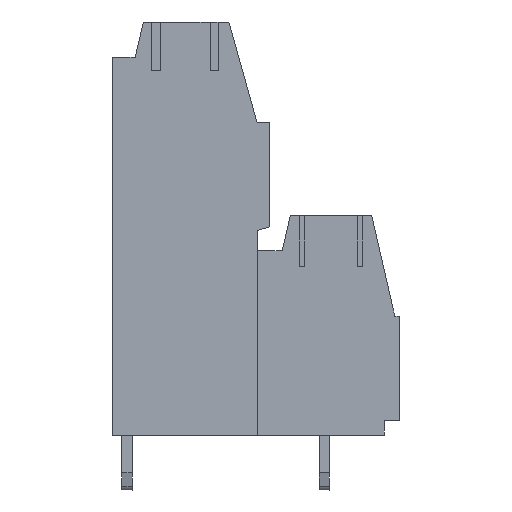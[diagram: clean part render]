
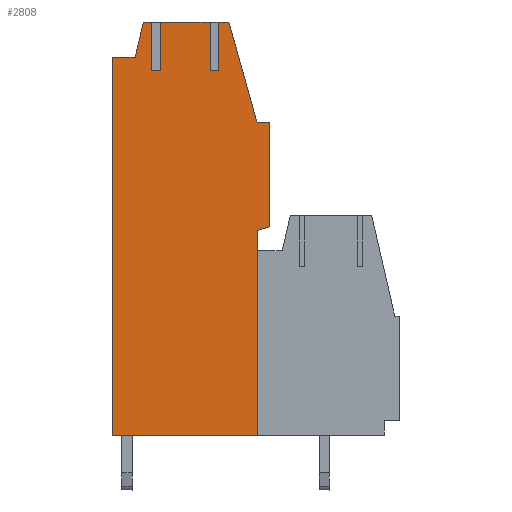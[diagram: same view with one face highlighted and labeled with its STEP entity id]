
A CAD part, left-side view. The second image highlights one B-rep face of the part: STEP entity #2808.
In plain terms, the highlighted planar face has unit normal (-1, 0, 0).
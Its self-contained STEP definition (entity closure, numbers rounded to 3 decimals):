
#2748=AXIS2_PLACEMENT_3D('Plane Axis2P3D',#2745,#2746,#2747) ;
#749=CARTESIAN_POINT('Vertex',(0.,8.3,3.2)) ;
#752=CARTESIAN_POINT('Line Origine',(0.,12.525,3.2)) ;
#756=CARTESIAN_POINT('Vertex',(0.,16.75,3.2)) ;
#1370=CARTESIAN_POINT('Line Origine',(0.,16.75,14.225)) ;
#1374=CARTESIAN_POINT('Vertex',(0.,16.75,25.25)) ;
#1494=CARTESIAN_POINT('Vertex',(0.,8.3,15.15)) ;
#1497=CARTESIAN_POINT('Line Origine',(0.,8.3,9.175)) ;
#1658=CARTESIAN_POINT('Vertex',(0.,14.95,27.3)) ;
#1661=CARTESIAN_POINT('Line Origine',(0.,14.7,27.3)) ;
#1665=CARTESIAN_POINT('Vertex',(0.,14.45,27.3)) ;
#1714=CARTESIAN_POINT('Vertex',(0.,13.95,27.3)) ;
#1717=CARTESIAN_POINT('Line Origine',(0.,12.5,27.3)) ;
#1721=CARTESIAN_POINT('Vertex',(0.,11.05,27.3)) ;
#1770=CARTESIAN_POINT('Vertex',(0.,10.55,27.3)) ;
#1773=CARTESIAN_POINT('Line Origine',(0.,10.25,27.3)) ;
#1777=CARTESIAN_POINT('Vertex',(0.,9.95,27.3)) ;
#1981=CARTESIAN_POINT('Line Origine',(0.,9.131,24.375)) ;
#1985=CARTESIAN_POINT('Vertex',(0.,8.311,21.45)) ;
#2005=CARTESIAN_POINT('Line Origine',(0.,7.956,21.45)) ;
#2009=CARTESIAN_POINT('Vertex',(0.,7.6,21.45)) ;
#2029=CARTESIAN_POINT('Line Origine',(0.,7.6,18.4)) ;
#2033=CARTESIAN_POINT('Vertex',(0.,7.6,15.35)) ;
#2189=CARTESIAN_POINT('Line Origine',(0.,7.95,15.25)) ;
#2206=CARTESIAN_POINT('Line Origine',(0.,16.088,25.25)) ;
#2210=CARTESIAN_POINT('Vertex',(0.,15.425,25.25)) ;
#2230=CARTESIAN_POINT('Line Origine',(0.,15.188,26.275)) ;
#2745=CARTESIAN_POINT('Axis2P3D Location',(0.,7.6,0.)) ;
#2750=CARTESIAN_POINT('Line Origine',(0.,13.95,25.875)) ;
#2754=CARTESIAN_POINT('Vertex',(0.,13.95,24.45)) ;
#2757=CARTESIAN_POINT('Line Origine',(0.,14.2,24.45)) ;
#2761=CARTESIAN_POINT('Vertex',(0.,14.45,24.45)) ;
#2764=CARTESIAN_POINT('Line Origine',(0.,14.45,25.875)) ;
#2769=CARTESIAN_POINT('Line Origine',(0.,10.55,25.875)) ;
#2773=CARTESIAN_POINT('Vertex',(0.,10.55,24.45)) ;
#2776=CARTESIAN_POINT('Line Origine',(0.,10.8,24.45)) ;
#2780=CARTESIAN_POINT('Vertex',(0.,11.05,24.45)) ;
#2783=CARTESIAN_POINT('Line Origine',(0.,11.05,25.875)) ;
#753=DIRECTION('Vector Direction',(0.,1.,0.)) ;
#1371=DIRECTION('Vector Direction',(0.,0.,1.)) ;
#1498=DIRECTION('Vector Direction',(0.,0.,-1.)) ;
#1662=DIRECTION('Vector Direction',(0.,-1.,0.)) ;
#1718=DIRECTION('Vector Direction',(0.,-1.,0.)) ;
#1774=DIRECTION('Vector Direction',(0.,-1.,0.)) ;
#1982=DIRECTION('Vector Direction',(0.,-0.27,-0.963)) ;
#2006=DIRECTION('Vector Direction',(0.,-1.,0.)) ;
#2030=DIRECTION('Vector Direction',(0.,0.,-1.)) ;
#2190=DIRECTION('Vector Direction',(0.,0.962,-0.275)) ;
#2207=DIRECTION('Vector Direction',(0.,-1.,0.)) ;
#2231=DIRECTION('Vector Direction',(0.,-0.226,0.974)) ;
#2746=DIRECTION('Axis2P3D Direction',(-1.,0.,0.)) ;
#2747=DIRECTION('Axis2P3D XDirection',(0.,0.,1.)) ;
#2751=DIRECTION('Vector Direction',(0.,0.,1.)) ;
#2758=DIRECTION('Vector Direction',(0.,-1.,0.)) ;
#2765=DIRECTION('Vector Direction',(0.,0.,1.)) ;
#2770=DIRECTION('Vector Direction',(0.,0.,1.)) ;
#2777=DIRECTION('Vector Direction',(0.,-1.,0.)) ;
#2784=DIRECTION('Vector Direction',(0.,0.,1.)) ;
#754=VECTOR('Line Direction',#753,1.) ;
#1372=VECTOR('Line Direction',#1371,1.) ;
#1499=VECTOR('Line Direction',#1498,1.) ;
#1663=VECTOR('Line Direction',#1662,1.) ;
#1719=VECTOR('Line Direction',#1718,1.) ;
#1775=VECTOR('Line Direction',#1774,1.) ;
#1983=VECTOR('Line Direction',#1982,1.) ;
#2007=VECTOR('Line Direction',#2006,1.) ;
#2031=VECTOR('Line Direction',#2030,1.) ;
#2191=VECTOR('Line Direction',#2190,1.) ;
#2208=VECTOR('Line Direction',#2207,1.) ;
#2232=VECTOR('Line Direction',#2231,1.) ;
#2752=VECTOR('Line Direction',#2751,1.) ;
#2759=VECTOR('Line Direction',#2758,1.) ;
#2766=VECTOR('Line Direction',#2765,1.) ;
#2771=VECTOR('Line Direction',#2770,1.) ;
#2778=VECTOR('Line Direction',#2777,1.) ;
#2785=VECTOR('Line Direction',#2784,1.) ;
#2789=ORIENTED_EDGE('',*,*,#1723,.T.) ;
#2790=ORIENTED_EDGE('',*,*,#2756,.F.) ;
#2791=ORIENTED_EDGE('',*,*,#2763,.F.) ;
#2792=ORIENTED_EDGE('',*,*,#2768,.T.) ;
#2793=ORIENTED_EDGE('',*,*,#1667,.T.) ;
#2794=ORIENTED_EDGE('',*,*,#2234,.T.) ;
#2795=ORIENTED_EDGE('',*,*,#2212,.T.) ;
#2796=ORIENTED_EDGE('',*,*,#1376,.T.) ;
#2797=ORIENTED_EDGE('',*,*,#758,.T.) ;
#2798=ORIENTED_EDGE('',*,*,#1501,.T.) ;
#2799=ORIENTED_EDGE('',*,*,#2193,.T.) ;
#2800=ORIENTED_EDGE('',*,*,#2035,.T.) ;
#2801=ORIENTED_EDGE('',*,*,#2011,.T.) ;
#2802=ORIENTED_EDGE('',*,*,#1987,.T.) ;
#2803=ORIENTED_EDGE('',*,*,#1779,.T.) ;
#2804=ORIENTED_EDGE('',*,*,#2775,.F.) ;
#2805=ORIENTED_EDGE('',*,*,#2782,.F.) ;
#2806=ORIENTED_EDGE('',*,*,#2787,.T.) ;
#2808=ADVANCED_FACE('Hauptk\X2\00F6\X0\rper',(#2807),#2749,.T.) ;
#758=EDGE_CURVE('',#757,#750,#755,.F.) ;
#1376=EDGE_CURVE('',#1375,#757,#1373,.F.) ;
#1501=EDGE_CURVE('',#750,#1495,#1500,.F.) ;
#1667=EDGE_CURVE('',#1666,#1659,#1664,.F.) ;
#1723=EDGE_CURVE('',#1722,#1715,#1720,.F.) ;
#1779=EDGE_CURVE('',#1778,#1771,#1776,.F.) ;
#1987=EDGE_CURVE('',#1986,#1778,#1984,.F.) ;
#2011=EDGE_CURVE('',#2010,#1986,#2008,.F.) ;
#2035=EDGE_CURVE('',#2034,#2010,#2032,.F.) ;
#2193=EDGE_CURVE('',#1495,#2034,#2192,.F.) ;
#2212=EDGE_CURVE('',#2211,#1375,#2209,.F.) ;
#2234=EDGE_CURVE('',#1659,#2211,#2233,.F.) ;
#2756=EDGE_CURVE('',#2755,#1715,#2753,.T.) ;
#2763=EDGE_CURVE('',#2762,#2755,#2760,.T.) ;
#2768=EDGE_CURVE('',#2762,#1666,#2767,.T.) ;
#2775=EDGE_CURVE('',#2774,#1771,#2772,.T.) ;
#2782=EDGE_CURVE('',#2781,#2774,#2779,.T.) ;
#2787=EDGE_CURVE('',#2781,#1722,#2786,.T.) ;
#2788=EDGE_LOOP('',(#2789,#2790,#2791,#2792,#2793,#2794,#2795,#2796,#2797,#2798,#2799,#2800,#2801,#2802,#2803,#2804,#2805,#2806)) ;
#2807=FACE_OUTER_BOUND('',#2788,.T.) ;
#755=LINE('Line',#752,#754) ;
#1373=LINE('Line',#1370,#1372) ;
#1500=LINE('Line',#1497,#1499) ;
#1664=LINE('Line',#1661,#1663) ;
#1720=LINE('Line',#1717,#1719) ;
#1776=LINE('Line',#1773,#1775) ;
#1984=LINE('Line',#1981,#1983) ;
#2008=LINE('Line',#2005,#2007) ;
#2032=LINE('Line',#2029,#2031) ;
#2192=LINE('Line',#2189,#2191) ;
#2209=LINE('Line',#2206,#2208) ;
#2233=LINE('Line',#2230,#2232) ;
#2753=LINE('Line',#2750,#2752) ;
#2760=LINE('Line',#2757,#2759) ;
#2767=LINE('Line',#2764,#2766) ;
#2772=LINE('Line',#2769,#2771) ;
#2779=LINE('Line',#2776,#2778) ;
#2786=LINE('Line',#2783,#2785) ;
#2749=PLANE('',#2748) ;
#750=VERTEX_POINT('',#749) ;
#757=VERTEX_POINT('',#756) ;
#1375=VERTEX_POINT('',#1374) ;
#1495=VERTEX_POINT('',#1494) ;
#1659=VERTEX_POINT('',#1658) ;
#1666=VERTEX_POINT('',#1665) ;
#1715=VERTEX_POINT('',#1714) ;
#1722=VERTEX_POINT('',#1721) ;
#1771=VERTEX_POINT('',#1770) ;
#1778=VERTEX_POINT('',#1777) ;
#1986=VERTEX_POINT('',#1985) ;
#2010=VERTEX_POINT('',#2009) ;
#2034=VERTEX_POINT('',#2033) ;
#2211=VERTEX_POINT('',#2210) ;
#2755=VERTEX_POINT('',#2754) ;
#2762=VERTEX_POINT('',#2761) ;
#2774=VERTEX_POINT('',#2773) ;
#2781=VERTEX_POINT('',#2780) ;
